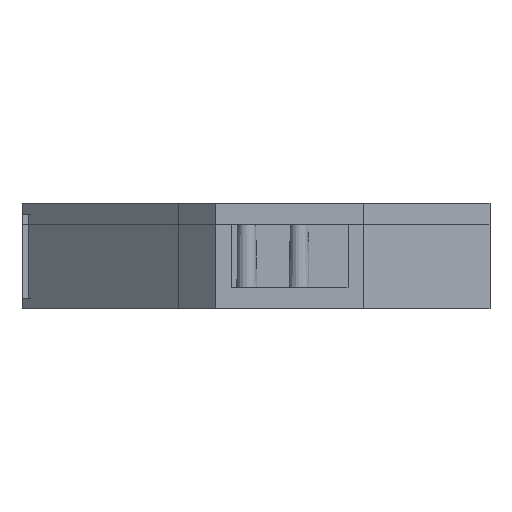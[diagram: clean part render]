
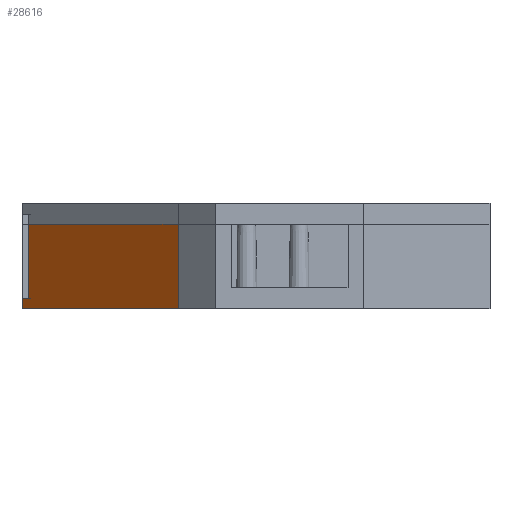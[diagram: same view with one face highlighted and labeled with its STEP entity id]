
A CAD part, left-side view. The second image highlights one B-rep face of the part: STEP entity #28616.
In plain terms, the highlighted planar face has unit normal (-0.707, 0.707, 0).
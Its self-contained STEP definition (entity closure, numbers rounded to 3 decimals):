
#959=PLANE('',#29997);
#2292=FACE_OUTER_BOUND('',#3775,.T.);
#3775=EDGE_LOOP('',(#24282,#24283,#24284,#24285,#24286,#24287));
#6902=LINE('',#51819,#10660);
#6940=LINE('',#51900,#10698);
#7017=LINE('',#52052,#10775);
#7018=LINE('',#52054,#10776);
#7019=LINE('',#52056,#10777);
#7020=LINE('',#52057,#10778);
#10660=VECTOR('',#34182,10.);
#10698=VECTOR('',#34244,10.);
#10775=VECTOR('',#34345,10.);
#10776=VECTOR('',#34346,10.);
#10777=VECTOR('',#34347,10.);
#10778=VECTOR('',#34348,10.);
#14009=VERTEX_POINT('',#51816);
#14010=VERTEX_POINT('',#51818);
#14041=VERTEX_POINT('',#51898);
#14104=VERTEX_POINT('',#52051);
#14105=VERTEX_POINT('',#52053);
#14106=VERTEX_POINT('',#52055);
#17580=EDGE_CURVE('',#14010,#14009,#6902,.T.);
#17620=EDGE_CURVE('',#14009,#14041,#6940,.T.);
#17697=EDGE_CURVE('',#14041,#14104,#7017,.T.);
#17698=EDGE_CURVE('',#14105,#14104,#7018,.T.);
#17699=EDGE_CURVE('',#14105,#14106,#7019,.T.);
#17700=EDGE_CURVE('',#14106,#14010,#7020,.T.);
#24282=ORIENTED_EDGE('',*,*,#17580,.T.);
#24283=ORIENTED_EDGE('',*,*,#17620,.T.);
#24284=ORIENTED_EDGE('',*,*,#17697,.T.);
#24285=ORIENTED_EDGE('',*,*,#17698,.F.);
#24286=ORIENTED_EDGE('',*,*,#17699,.T.);
#24287=ORIENTED_EDGE('',*,*,#17700,.T.);
#28616=ADVANCED_FACE('',(#2292),#959,.T.);
#29997=AXIS2_PLACEMENT_3D('',#52050,#34343,#34344);
#34182=DIRECTION('',(0.707,0.707,0.));
#34244=DIRECTION('',(0.,0.,-1.));
#34343=DIRECTION('center_axis',(-0.707,0.707,0.));
#34344=DIRECTION('ref_axis',(-0.707,-0.707,0.));
#34345=DIRECTION('',(0.707,0.707,0.));
#34346=DIRECTION('',(0.,0.,1.));
#34347=DIRECTION('',(-0.707,-0.707,0.));
#34348=DIRECTION('',(0.,0.,1.));
#51816=CARTESIAN_POINT('',(20.,57.205,8.));
#51818=CARTESIAN_POINT('',(5.837,43.042,8.));
#51819=CARTESIAN_POINT('',(18.259,55.464,8.));
#51898=CARTESIAN_POINT('',(20.,57.205,1.));
#51900=CARTESIAN_POINT('',(20.,57.205,0.5));
#52050=CARTESIAN_POINT('Origin',(20.577,57.782,0.));
#52051=CARTESIAN_POINT('',(20.577,57.782,1.));
#52052=CARTESIAN_POINT('',(21.353,58.558,1.));
#52053=CARTESIAN_POINT('',(20.577,57.782,0.));
#52054=CARTESIAN_POINT('',(20.577,57.782,0.));
#52055=CARTESIAN_POINT('',(5.837,43.042,0.));
#52056=CARTESIAN_POINT('',(43.504,80.709,0.));
#52057=CARTESIAN_POINT('',(5.837,43.042,0.));
